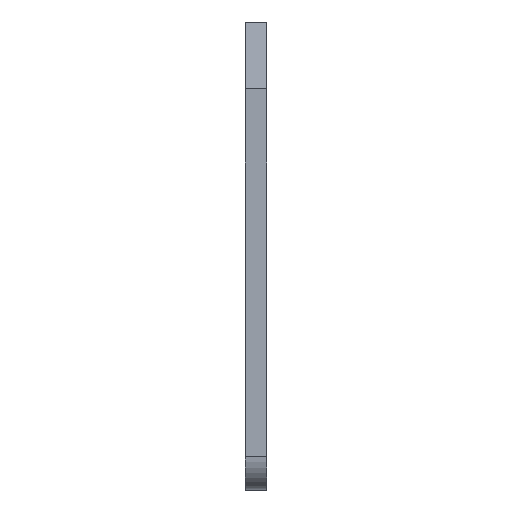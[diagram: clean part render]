
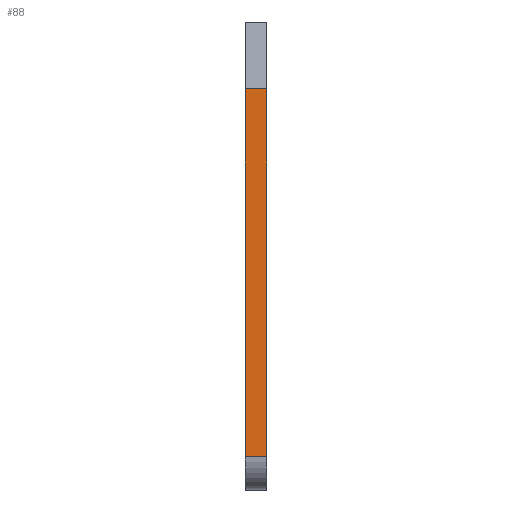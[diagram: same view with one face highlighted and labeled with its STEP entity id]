
A CAD part, left-side view. The second image highlights one B-rep face of the part: STEP entity #88.
In plain terms, the highlighted planar face has unit normal (-1, 0, 0).
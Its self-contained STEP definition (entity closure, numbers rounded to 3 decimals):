
#52=AXIS2_PLACEMENT_3D('Plane Axis2P3D',#49,#50,#51) ;
#49=CARTESIAN_POINT('Axis2P3D Location',(0.,0.,1.25)) ;
#54=CARTESIAN_POINT('Line Origine',(0.,0.8,8.125)) ;
#58=CARTESIAN_POINT('Vertex',(0.,0.8,15.)) ;
#60=CARTESIAN_POINT('Vertex',(0.,0.8,1.25)) ;
#63=CARTESIAN_POINT('Line Origine',(0.,0.4,1.25)) ;
#67=CARTESIAN_POINT('Vertex',(0.,0.,1.25)) ;
#70=CARTESIAN_POINT('Line Origine',(0.,0.,8.125)) ;
#74=CARTESIAN_POINT('Vertex',(0.,0.,15.)) ;
#77=CARTESIAN_POINT('Line Origine',(0.,0.4,15.)) ;
#50=DIRECTION('Axis2P3D Direction',(-1.,0.,0.)) ;
#51=DIRECTION('Axis2P3D XDirection',(0.,0.,1.)) ;
#55=DIRECTION('Vector Direction',(0.,0.,1.)) ;
#64=DIRECTION('Vector Direction',(0.,1.,0.)) ;
#71=DIRECTION('Vector Direction',(0.,0.,1.)) ;
#78=DIRECTION('Vector Direction',(0.,1.,0.)) ;
#56=VECTOR('Line Direction',#55,1.) ;
#65=VECTOR('Line Direction',#64,1.) ;
#72=VECTOR('Line Direction',#71,1.) ;
#79=VECTOR('Line Direction',#78,1.) ;
#83=ORIENTED_EDGE('',*,*,#62,.T.) ;
#84=ORIENTED_EDGE('',*,*,#69,.F.) ;
#85=ORIENTED_EDGE('',*,*,#76,.F.) ;
#86=ORIENTED_EDGE('',*,*,#81,.T.) ;
#88=ADVANCED_FACE('V1',(#87),#53,.T.) ;
#62=EDGE_CURVE('',#59,#61,#57,.F.) ;
#69=EDGE_CURVE('',#68,#61,#66,.T.) ;
#76=EDGE_CURVE('',#75,#68,#73,.F.) ;
#81=EDGE_CURVE('',#75,#59,#80,.T.) ;
#82=EDGE_LOOP('',(#83,#84,#85,#86)) ;
#87=FACE_OUTER_BOUND('',#82,.T.) ;
#57=LINE('Line',#54,#56) ;
#66=LINE('Line',#63,#65) ;
#73=LINE('Line',#70,#72) ;
#80=LINE('Line',#77,#79) ;
#53=PLANE('',#52) ;
#59=VERTEX_POINT('',#58) ;
#61=VERTEX_POINT('',#60) ;
#68=VERTEX_POINT('',#67) ;
#75=VERTEX_POINT('',#74) ;
